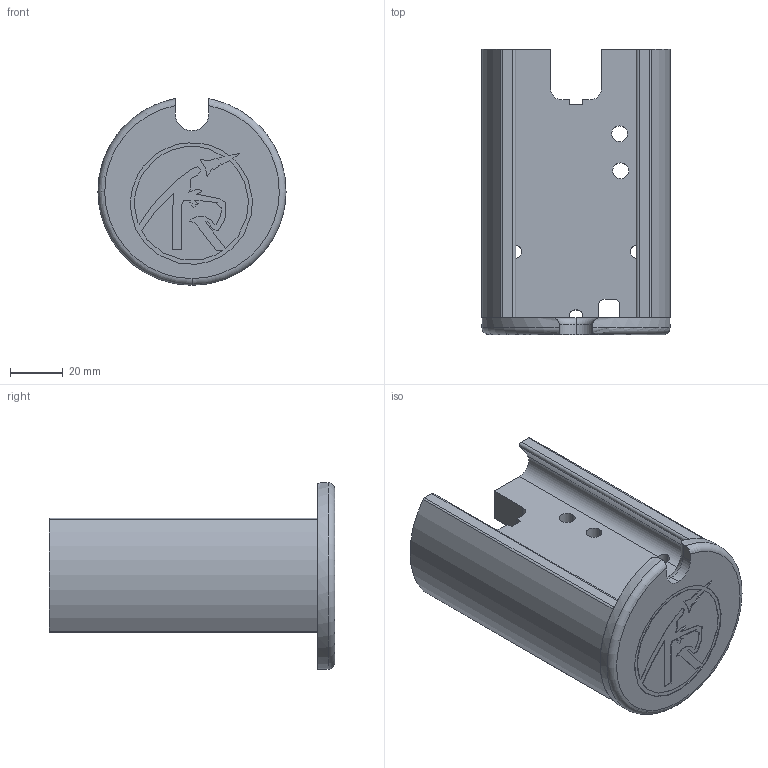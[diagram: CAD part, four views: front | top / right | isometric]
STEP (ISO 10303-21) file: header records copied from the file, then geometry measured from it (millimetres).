
FILE_DESCRIPTION (( 'STEP AP203' ), '1' );
FILE_NAME ('Payload Capsule lower portion.STEP', '2025-11-05T02:06:22', ( '' ), ( '' ), 'SwSTEP 2.0', 'SolidWorks 2025', '' );
FILE_SCHEMA (( 'CONFIG_CONTROL_DESIGN' ));
Length unit declared in the file: inch
Products named in the file (3): Casing v4; Payload Capsule lower portion; Aft Bulkhead v4
Assembly tree (2 placements, depth 2):
  Payload Capsule lower portion
    Casing v4
    Aft Bulkhead v4
Bounding box: 71.12 x 107.95 x 70.55 mm (x, y, z)
Volume: 143401.1 mm3; surface area: 43070.5 mm2
Topology: 2 solids, 2 shells, 208 faces, 598 edges, 397 vertices
Faces by surface type: plane 155, cylinder 41, bspline 8, torus 4
Entity records: 9869 total; most frequent: CARTESIAN_POINT 4085, ORIENTED_EDGE 1196, DIRECTION 1065, EDGE_CURVE 598, LINE 481, VECTOR 481, VERTEX_POINT 397, AXIS2_PLACEMENT_3D 292
